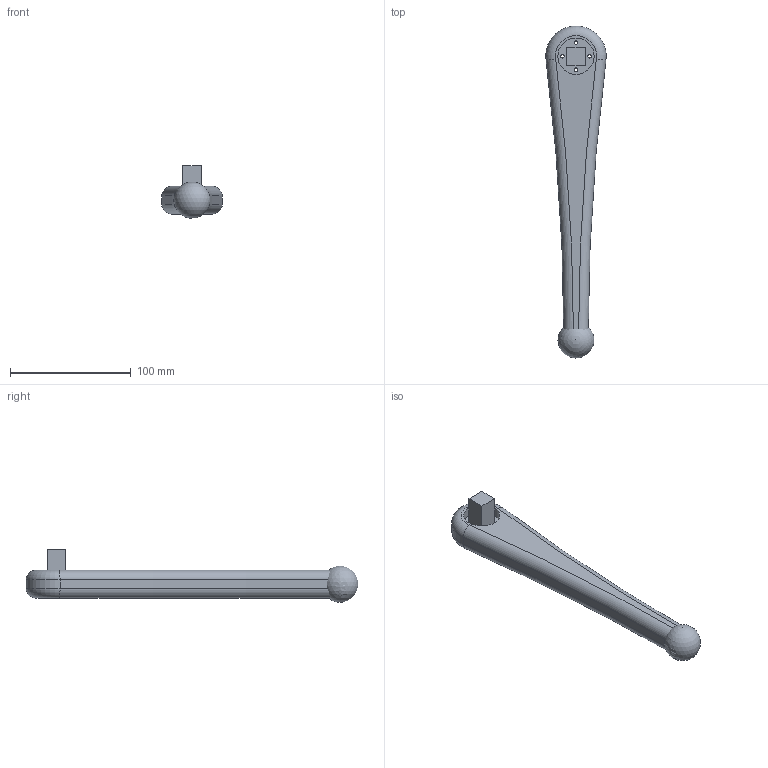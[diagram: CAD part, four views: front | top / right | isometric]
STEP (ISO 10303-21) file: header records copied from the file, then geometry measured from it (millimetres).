
FILE_DESCRIPTION(/* description */ (''),/* implementation_level */ '2;1');
FILE_NAME(/* name */ 'lower limb.step',/* time_stamp */ '2021-09-26T16:02:35+06:00',/* author */ (''),/* organization */ (''),/* preprocessor_version */ 'ST-DEVELOPER v18.1',/* originating_system */ 'Autodesk Translation Framework v10.10.0.1391',/* authorisation */ '');
FILE_SCHEMA (('AUTOMOTIVE_DESIGN { 1 0 10303 214 3 1 1 }'));
Length unit declared in the file: millimetre
Products named in the file (1): lower limb
Bounding box: 49.96 x 274.89 x 43.5 mm (x, y, z)
Volume: 185879.1 mm3; surface area: 31796.4 mm2
Topology: 2 solids, 2 shells, 34 faces, 70 edges, 44 vertices
Faces by surface type: cylinder 13, plane 12, torus 6, bspline 2, sphere 1
Full cylindrical faces by diameter (mm): 3 x4, 7 x4, 30 x1
Entity records: 971 total; most frequent: DIRECTION 177, CARTESIAN_POINT 175, ORIENTED_EDGE 136, AXIS2_PLACEMENT_3D 76, EDGE_CURVE 68, EDGE_LOOP 48, VERTEX_POINT 44, CIRCLE 43
